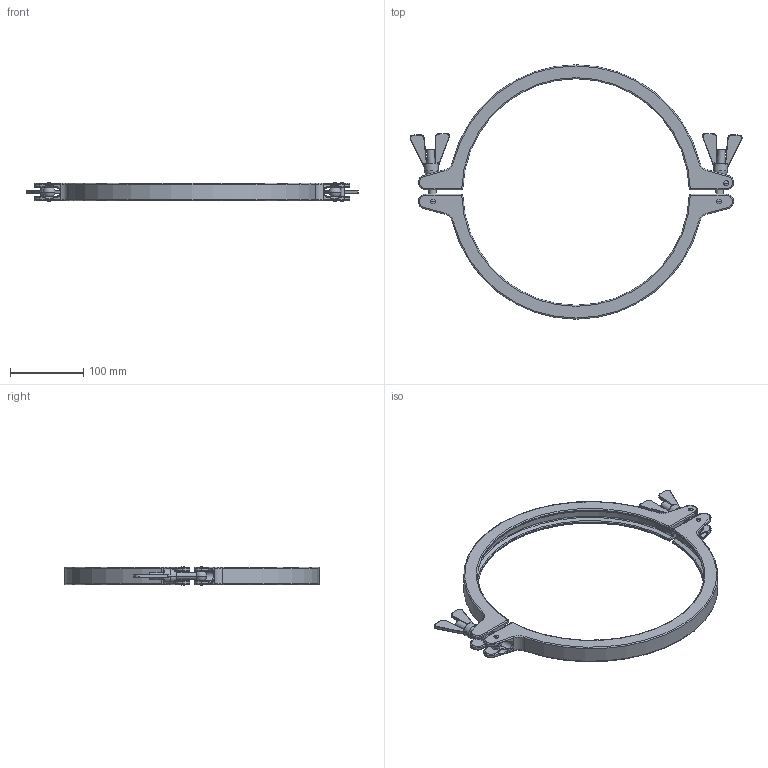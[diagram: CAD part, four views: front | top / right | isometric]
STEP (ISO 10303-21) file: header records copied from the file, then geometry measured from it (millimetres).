
FILE_DESCRIPTION (( 'STEP AP214' ), '1' );
FILE_NAME ('CL.SHD.1200 BLOCK.STEP', '2020-05-19T13:01:03', ( '' ), ( '' ), 'SwSTEP 2.0', 'SolidWorks 2020', '' );
FILE_SCHEMA (( 'AUTOMOTIVE_DESIGN' ));
Length unit declared in the file: millimetre
Products named in the file (1): CL.SHD.1200 BLOCK
Bounding box: 453 x 347 x 25.3 mm (x, y, z)
Volume: 451199.6 mm3; surface area: 124768.7 mm2
Topology: 2 solids, 6 shells, 507 faces, 1199 edges, 668 vertices
Faces by surface type: cylinder 181, bspline 106, torus 104, plane 64, sphere 48, cone 4
Entity records: 17524 total; most frequent: CARTESIAN_POINT 6737, DIRECTION 2297, ORIENTED_EDGE 2274, EDGE_CURVE 1137, AXIS2_PLACEMENT_3D 996, VERTEX_POINT 658, CIRCLE 594, EDGE_LOOP 537
